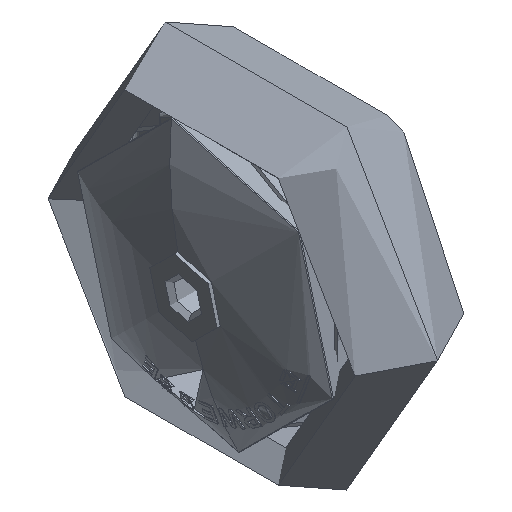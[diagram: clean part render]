
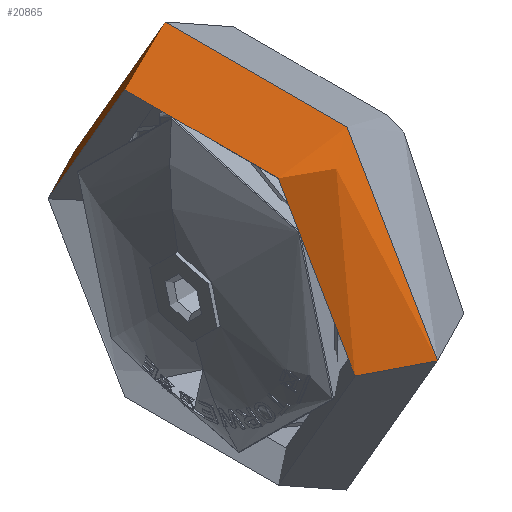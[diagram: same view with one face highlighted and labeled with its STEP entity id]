
A CAD part, isometric view. The second image highlights one B-rep face of the part: STEP entity #20865.
In plain terms, the highlighted free-form (B-spline) face has degree [3, 3] with [4, 4] control points.
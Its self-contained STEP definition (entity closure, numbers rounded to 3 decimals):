
#415 = CARTESIAN_POINT ( 'NONE',  ( -15., 46.79, 93.58 ) ) ;
#1068 = CARTESIAN_POINT ( 'NONE',  ( -8.787, 50., 0. ) ) ;
#1200 = CARTESIAN_POINT ( 'NONE',  ( 0., 50., 0. ) ) ;
#1344 = VERTEX_POINT ( 'NONE', #10616 ) ;
#2097 = CARTESIAN_POINT ( 'NONE',  ( 0., -50., 0. ) ) ;
#2227 = CARTESIAN_POINT ( 'NONE',  ( 0., 50., 100. ) ) ;
#2354 = CARTESIAN_POINT ( 'NONE',  ( 0., 50., 0. ) ) ;
#2481 = CARTESIAN_POINT ( 'NONE',  ( -15., 42.25, 84.5 ) ) ;
#3268 = CARTESIAN_POINT ( 'NONE',  ( -15., 46.79, 0. ) ) ;
#3442 = DIRECTION ( 'NONE',  ( 1., 0., 0. ) ) ;
#3807 = CARTESIAN_POINT ( 'NONE',  ( -8.787, -50., 0. ) ) ;
#5860 = FACE_OUTER_BOUND ( 'NONE', #6356, .T. ) ;
#6240 = CARTESIAN_POINT ( 'NONE',  ( -15., -46.79, 93.58 ) ) ;
#6356 = EDGE_LOOP ( 'NONE', ( #18804, #22034, #8390, #17118 ) ) ;
#6490 = CARTESIAN_POINT ( 'NONE',  ( 0., -50., 100. ) ) ;
#7956 = CARTESIAN_POINT ( 'NONE',  ( -15., -42.25, 0. ) ) ;
#8046 = CARTESIAN_POINT ( 'NONE',  ( -15., -46.79, 0. ) ) ;
#8228 = EDGE_CURVE ( 'NONE', #20981, #23954, #22056, .T. ) ;
#8390 = ORIENTED_EDGE ( 'NONE', *, *, #12767, .F. ) ;
#8415 = CARTESIAN_POINT ( 'NONE',  ( -8.787, -50., 0. ) ) ;
#8704 =( BOUNDED_CURVE ( )  B_SPLINE_CURVE ( 3, ( #7956, #12194, #3807, #17623 ),
 .UNSPECIFIED., .F., .F. ) 
 B_SPLINE_CURVE_WITH_KNOTS ( ( 4, 4 ),
 ( 3.142, 4.712 ),
 .UNSPECIFIED. ) 
 CURVE ( )  GEOMETRIC_REPRESENTATION_ITEM ( )  RATIONAL_B_SPLINE_CURVE ( ( 1., 0.805, 0.805, 1. ) ) 
 REPRESENTATION_ITEM ( '' )  );
#8810 = CARTESIAN_POINT ( 'NONE',  ( -15., -42.25, 0. ) ) ;
#9642 = DIRECTION ( 'NONE',  ( 0., 0., 1. ) ) ;
#10090 = CARTESIAN_POINT ( 'NONE',  ( -15., -42.25, 84.5 ) ) ;
#10217 = CARTESIAN_POINT ( 'NONE',  ( -8.787, -50., 100. ) ) ;
#10338 = CARTESIAN_POINT ( 'NONE',  ( -15., 42.25, 0. ) ) ;
#10616 = CARTESIAN_POINT ( 'NONE',  ( 0., -50., 0. ) ) ;
#10826 = EDGE_CURVE ( 'NONE', #16557, #1344, #8704, .T. ) ;
#12194 = CARTESIAN_POINT ( 'NONE',  ( -15., -46.79, 0. ) ) ;
#12767 = EDGE_CURVE ( 'NONE', #20981, #1344, #14208, .T. ) ;
#13323 = DIRECTION ( 'NONE',  ( 0., 0., -1. ) ) ;
#13510 = CARTESIAN_POINT ( 'NONE',  ( -15., 0., 0. ) ) ;
#14208 = CIRCLE ( 'NONE', #18739, 50. ) ;
#15474 = CARTESIAN_POINT ( 'NONE',  ( -15., 42.25, 0. ) ) ;
#15627 =( BOUNDED_SURFACE ( )  B_SPLINE_SURFACE ( 3, 3, ( 
 ( #2097, #6490, #2227, #2354 ),
 ( #8415, #10217, #17830, #24026 ),
 ( #8046, #6240, #415, #22343 ),
 ( #19759, #10090, #2481, #10338 ) ),
 .UNSPECIFIED., .F., .F., .T. ) 
 B_SPLINE_SURFACE_WITH_KNOTS ( ( 4, 4 ),
 ( 4, 4 ),
 ( 0., 1. ),
 ( 0., 1. ),
 .UNSPECIFIED. ) 
 GEOMETRIC_REPRESENTATION_ITEM ( )  RATIONAL_B_SPLINE_SURFACE ( (
 ( 1., 0.333, 0.333, 1.),
 ( 0.805, 0.268, 0.268, 0.805),
 ( 0.805, 0.268, 0.268, 0.805),
 ( 1., 0.333, 0.333, 1.) ) ) 
 REPRESENTATION_ITEM ( '' )  SURFACE ( )  );
#16060 = AXIS2_PLACEMENT_3D ( 'NONE', #13510, #3442, #9642 ) ;
#16400 = CARTESIAN_POINT ( 'NONE',  ( 0., 50., 0. ) ) ;
#16557 = VERTEX_POINT ( 'NONE', #8810 ) ;
#17118 = ORIENTED_EDGE ( 'NONE', *, *, #8228, .T. ) ;
#17623 = CARTESIAN_POINT ( 'NONE',  ( 0., -50., 0. ) ) ;
#17830 = CARTESIAN_POINT ( 'NONE',  ( -8.787, 50., 100. ) ) ;
#18739 = AXIS2_PLACEMENT_3D ( 'NONE', #24945, #20936, #13323 ) ;
#18804 = ORIENTED_EDGE ( 'NONE', *, *, #20082, .T. ) ;
#18916 = CIRCLE ( 'NONE', #16060, 42.25 ) ;
#19759 = CARTESIAN_POINT ( 'NONE',  ( -15., -42.25, 0. ) ) ;
#20082 = EDGE_CURVE ( 'NONE', #23954, #16557, #18916, .T. ) ;
#20865 = ADVANCED_FACE ( 'NONE', ( #5860 ), #15627, .F. ) ;
#20936 = DIRECTION ( 'NONE',  ( 1., 0., 0. ) ) ;
#20981 = VERTEX_POINT ( 'NONE', #16400 ) ;
#21067 = CARTESIAN_POINT ( 'NONE',  ( -15., 42.25, 0. ) ) ;
#22034 = ORIENTED_EDGE ( 'NONE', *, *, #10826, .T. ) ;
#22056 =( BOUNDED_CURVE ( )  B_SPLINE_CURVE ( 3, ( #1200, #1068, #3268, #21067 ),
 .UNSPECIFIED., .F., .T. ) 
 B_SPLINE_CURVE_WITH_KNOTS ( ( 4, 4 ),
 ( 1.571, 3.142 ),
 .UNSPECIFIED. ) 
 CURVE ( )  GEOMETRIC_REPRESENTATION_ITEM ( )  RATIONAL_B_SPLINE_CURVE ( ( 1., 0.805, 0.805, 1. ) ) 
 REPRESENTATION_ITEM ( '' )  );
#22343 = CARTESIAN_POINT ( 'NONE',  ( -15., 46.79, 0. ) ) ;
#23954 = VERTEX_POINT ( 'NONE', #15474 ) ;
#24026 = CARTESIAN_POINT ( 'NONE',  ( -8.787, 50., 0. ) ) ;
#24945 = CARTESIAN_POINT ( 'NONE',  ( 0., 0., 0. ) ) ;
